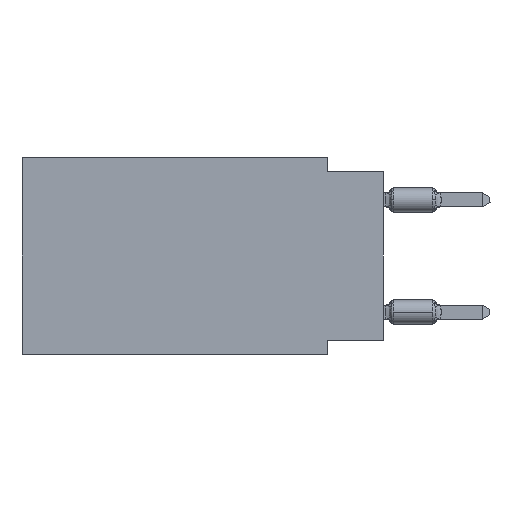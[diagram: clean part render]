
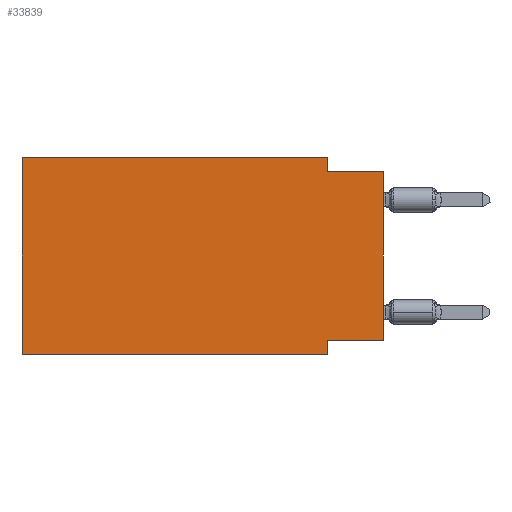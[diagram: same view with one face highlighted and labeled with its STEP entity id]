
A CAD part, left-side view. The second image highlights one B-rep face of the part: STEP entity #33839.
In plain terms, the highlighted planar face has unit normal (-1, 0, 0).
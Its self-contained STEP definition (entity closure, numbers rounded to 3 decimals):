
#552 = DIRECTION ( 'NONE',  ( 1., 0., 0. ) ) ;
#714 = CARTESIAN_POINT ( 'NONE',  ( 0., 0., -0.635 ) ) ;
#1138 = VECTOR ( 'NONE', #22343, 1000. ) ;
#1164 = AXIS2_PLACEMENT_3D ( 'NONE', #5074, #552, #22482 ) ;
#4278 = EDGE_LOOP ( 'NONE', ( #5411, #39705, #64998, #63827, #6298, #49925, #5357, #30891 ) ) ;
#5074 = CARTESIAN_POINT ( 'NONE',  ( 0., 16.383, 0. ) ) ;
#5357 = ORIENTED_EDGE ( 'NONE', *, *, #55588, .F. ) ;
#5411 = ORIENTED_EDGE ( 'NONE', *, *, #38142, .T. ) ;
#6224 = CARTESIAN_POINT ( 'NONE',  ( 0., 16.383, 0. ) ) ;
#6298 = ORIENTED_EDGE ( 'NONE', *, *, #59909, .F. ) ;
#8642 = CARTESIAN_POINT ( 'NONE',  ( 0., 2.54, 0. ) ) ;
#9185 = CARTESIAN_POINT ( 'NONE',  ( 0., 16.383, -8.89 ) ) ;
#10055 = VERTEX_POINT ( 'NONE', #28361 ) ;
#11302 = VERTEX_POINT ( 'NONE', #31157 ) ;
#11900 = VECTOR ( 'NONE', #50301, 1000. ) ;
#12250 = VECTOR ( 'NONE', #24679, 1000. ) ;
#16359 = CARTESIAN_POINT ( 'NONE',  ( 0., 2.54, -8.89 ) ) ;
#16676 = VECTOR ( 'NONE', #66194, 1000. ) ;
#17485 = EDGE_CURVE ( 'NONE', #42038, #55845, #55504, .T. ) ;
#20208 = LINE ( 'NONE', #57509, #23484 ) ;
#20558 = DIRECTION ( 'NONE',  ( 0., 0., -1. ) ) ;
#22343 = DIRECTION ( 'NONE',  ( 0., 1., 0. ) ) ;
#22477 = VECTOR ( 'NONE', #55633, 1000. ) ;
#22482 = DIRECTION ( 'NONE',  ( 0., 0., -1. ) ) ;
#22713 = DIRECTION ( 'NONE',  ( 0., 0., 1. ) ) ;
#23484 = VECTOR ( 'NONE', #20558, 1000. ) ;
#23487 = VECTOR ( 'NONE', #55652, 1000. ) ;
#24679 = DIRECTION ( 'NONE',  ( 0., -1., 0. ) ) ;
#26891 = LINE ( 'NONE', #48190, #1138 ) ;
#28361 = CARTESIAN_POINT ( 'NONE',  ( 0., 2.54, -8.255 ) ) ;
#28459 = LINE ( 'NONE', #45863, #22477 ) ;
#30278 = LINE ( 'NONE', #41423, #12250 ) ;
#30891 = ORIENTED_EDGE ( 'NONE', *, *, #50431, .F. ) ;
#31157 = CARTESIAN_POINT ( 'NONE',  ( 0., 2.54, 0. ) ) ;
#32221 = FACE_OUTER_BOUND ( 'NONE', #4278, .T. ) ;
#33268 = EDGE_CURVE ( 'NONE', #59617, #41452, #30278, .T. ) ;
#33839 = ADVANCED_FACE ( 'NONE', ( #32221 ), #53887, .F. ) ;
#34884 = EDGE_CURVE ( 'NONE', #64578, #11302, #66460, .T. ) ;
#38142 = EDGE_CURVE ( 'NONE', #62510, #41452, #65242, .T. ) ;
#39705 = ORIENTED_EDGE ( 'NONE', *, *, #33268, .F. ) ;
#41423 = CARTESIAN_POINT ( 'NONE',  ( 0., 0., -0.635 ) ) ;
#41452 = VERTEX_POINT ( 'NONE', #714 ) ;
#42038 = VERTEX_POINT ( 'NONE', #9185 ) ;
#43639 = CARTESIAN_POINT ( 'NONE',  ( 0., 0., 0. ) ) ;
#45261 = LINE ( 'NONE', #8642, #16676 ) ;
#45376 = CARTESIAN_POINT ( 'NONE',  ( 0., 16.383, -8.89 ) ) ;
#45863 = CARTESIAN_POINT ( 'NONE',  ( 0., 16.383, 0. ) ) ;
#45883 = CARTESIAN_POINT ( 'NONE',  ( 0., 16.383, 0. ) ) ;
#48190 = CARTESIAN_POINT ( 'NONE',  ( 0., 0., -8.255 ) ) ;
#49925 = ORIENTED_EDGE ( 'NONE', *, *, #17485, .T. ) ;
#50301 = DIRECTION ( 'NONE',  ( 0., -1., 0. ) ) ;
#50431 = EDGE_CURVE ( 'NONE', #62510, #10055, #26891, .T. ) ;
#53887 = PLANE ( 'NONE',  #1164 ) ;
#54558 = VECTOR ( 'NONE', #22713, 1000. ) ;
#55504 = LINE ( 'NONE', #45376, #11900 ) ;
#55588 = EDGE_CURVE ( 'NONE', #10055, #55845, #20208, .T. ) ;
#55633 = DIRECTION ( 'NONE',  ( 0., 0., 1. ) ) ;
#55652 = DIRECTION ( 'NONE',  ( 0., -1., 0. ) ) ;
#55845 = VERTEX_POINT ( 'NONE', #16359 ) ;
#57448 = CARTESIAN_POINT ( 'NONE',  ( 0., 2.54, -0.635 ) ) ;
#57509 = CARTESIAN_POINT ( 'NONE',  ( 0., 2.54, -8.89 ) ) ;
#58325 = EDGE_CURVE ( 'NONE', #11302, #59617, #45261, .T. ) ;
#59617 = VERTEX_POINT ( 'NONE', #57448 ) ;
#59909 = EDGE_CURVE ( 'NONE', #42038, #64578, #28459, .T. ) ;
#61180 = CARTESIAN_POINT ( 'NONE',  ( 0., 0., -8.255 ) ) ;
#62510 = VERTEX_POINT ( 'NONE', #61180 ) ;
#63827 = ORIENTED_EDGE ( 'NONE', *, *, #34884, .F. ) ;
#64578 = VERTEX_POINT ( 'NONE', #6224 ) ;
#64998 = ORIENTED_EDGE ( 'NONE', *, *, #58325, .F. ) ;
#65242 = LINE ( 'NONE', #43639, #54558 ) ;
#66194 = DIRECTION ( 'NONE',  ( 0., 0., -1. ) ) ;
#66460 = LINE ( 'NONE', #45883, #23487 ) ;
